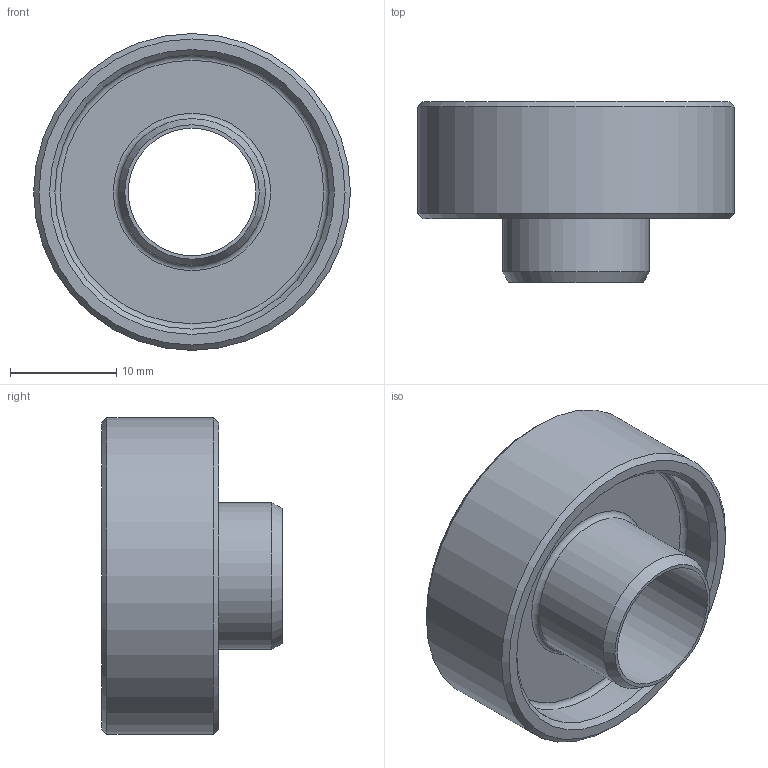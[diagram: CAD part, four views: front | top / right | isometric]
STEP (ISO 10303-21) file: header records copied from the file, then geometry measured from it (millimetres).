
FILE_DESCRIPTION(/* description */ (''),/* implementation_level */ '2;1');
FILE_NAME(/* name */ 'F90002311_A-BAGUE F.stp',/* time_stamp */ '2024-09-18T15:57:40+02:00',/* author */ (''),/* organization */ (''),/* preprocessor_version */ 'ST-DEVELOPER v18.1',/* originating_system */ 'SIEMENS PLM Software NX 2000',/* authorisation */ '');
FILE_SCHEMA (('AUTOMOTIVE_DESIGN { 1 0 10303 214 3 1 1 1 }'));
Length unit declared in the file: millimetre
Products named in the file (1): F90002311_A-BAGUE F
Bounding box: 29.8 x 17 x 29.8 mm (x, y, z)
Volume: 5110.3 mm3; surface area: 3461.5 mm2
Topology: 1 solids, 1 shells, 15 faces, 28 edges, 17 vertices
Faces by surface type: cone 5, cylinder 4, plane 4, torus 2
Full cylindrical faces by diameter (mm): 12 x1, 13.8 x1, 25.8 x1, 29.8 x1
Entity records: 332 total; most frequent: DIRECTION 62, CARTESIAN_POINT 46, AXIS2_PLACEMENT_3D 31, FACE_BOUND 30, EDGE_LOOP 30, ORIENTED_EDGE 30, ADVANCED_FACE 15, VERTEX_POINT 15
